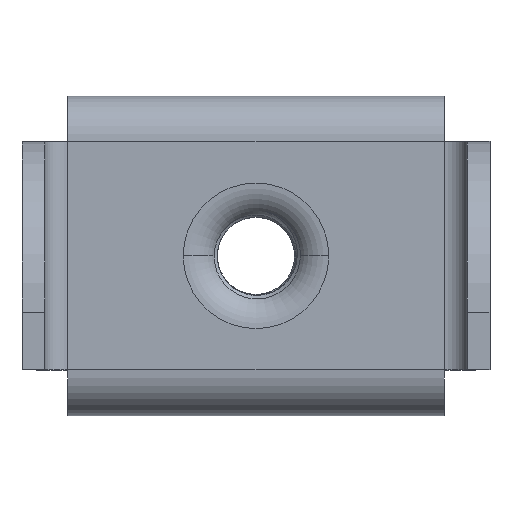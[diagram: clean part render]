
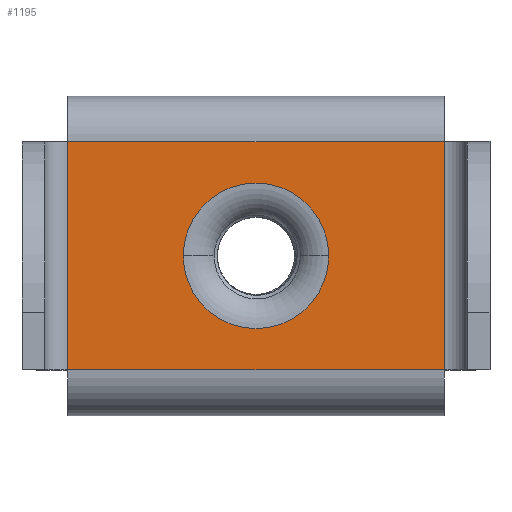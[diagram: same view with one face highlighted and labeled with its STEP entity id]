
A CAD part, top view. The second image highlights one B-rep face of the part: STEP entity #1195.
In plain terms, the highlighted planar face has unit normal (0, 0, 1).
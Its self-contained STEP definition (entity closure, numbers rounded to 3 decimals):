
#78=DIRECTION('',(0.,1.,0.));
#79=VECTOR('',#78,20.);
#80=CARTESIAN_POINT('',(16.5,-10.,0.));
#81=LINE('',#80,#79);
#82=DIRECTION('',(1.,0.,0.));
#83=VECTOR('',#82,33.);
#84=CARTESIAN_POINT('',(-16.5,-10.,0.));
#85=LINE('',#84,#83);
#86=DIRECTION('',(0.,1.,0.));
#87=VECTOR('',#86,20.);
#88=CARTESIAN_POINT('',(-16.5,-10.,0.));
#89=LINE('',#88,#87);
#90=DIRECTION('',(1.,0.,0.));
#91=VECTOR('',#90,33.);
#92=CARTESIAN_POINT('',(-16.5,10.,0.));
#93=LINE('',#92,#91);
#94=CARTESIAN_POINT('',(0.,0.,0.));
#95=DIRECTION('',(0.,0.,-1.));
#96=DIRECTION('',(1.,0.,0.));
#97=AXIS2_PLACEMENT_3D('',#94,#95,#96);
#99=CARTESIAN_POINT('',(0.,0.,0.));
#100=DIRECTION('',(0.,0.,-1.));
#101=DIRECTION('',(-1.,0.,0.));
#102=AXIS2_PLACEMENT_3D('',#99,#100,#101);
#964=CARTESIAN_POINT('',(-16.5,10.,0.));
#965=VERTEX_POINT('',#964);
#968=CARTESIAN_POINT('',(-16.5,-10.,0.));
#969=VERTEX_POINT('',#968);
#980=CARTESIAN_POINT('',(16.5,10.,0.));
#981=VERTEX_POINT('',#980);
#984=CARTESIAN_POINT('',(16.5,-10.,0.));
#985=VERTEX_POINT('',#984);
#998=CARTESIAN_POINT('',(6.375,0.,0.));
#999=CARTESIAN_POINT('',(-6.375,0.,0.));
#1000=VERTEX_POINT('',#998);
#1001=VERTEX_POINT('',#999);
#1176=CARTESIAN_POINT('',(0.,0.,0.));
#1177=DIRECTION('',(0.,0.,1.));
#1178=DIRECTION('',(1.,0.,0.));
#1179=AXIS2_PLACEMENT_3D('',#1176,#1177,#1178);
#1180=PLANE('',#1179);
#1181=ORIENTED_EDGE('',*,*,#1054,.F.);
#1183=ORIENTED_EDGE('',*,*,#1182,.F.);
#1185=ORIENTED_EDGE('',*,*,#1184,.T.);
#1186=ORIENTED_EDGE('',*,*,#1167,.T.);
#1187=EDGE_LOOP('',(#1181,#1183,#1185,#1186));
#1188=FACE_OUTER_BOUND('',#1187,.F.);
#1190=ORIENTED_EDGE('',*,*,#1189,.F.);
#1192=ORIENTED_EDGE('',*,*,#1191,.F.);
#1193=EDGE_LOOP('',(#1190,#1192));
#1194=FACE_BOUND('',#1193,.F.);
#1195=ADVANCED_FACE('',(#1188,#1194),#1180,.T.);
#98=CIRCLE('',#97,6.375);
#103=CIRCLE('',#102,6.375);
#1054=EDGE_CURVE('',#985,#981,#81,.T.);
#1167=EDGE_CURVE('',#965,#981,#93,.T.);
#1182=EDGE_CURVE('',#969,#985,#85,.T.);
#1184=EDGE_CURVE('',#969,#965,#89,.T.);
#1189=EDGE_CURVE('',#1000,#1001,#98,.T.);
#1191=EDGE_CURVE('',#1001,#1000,#103,.T.);
